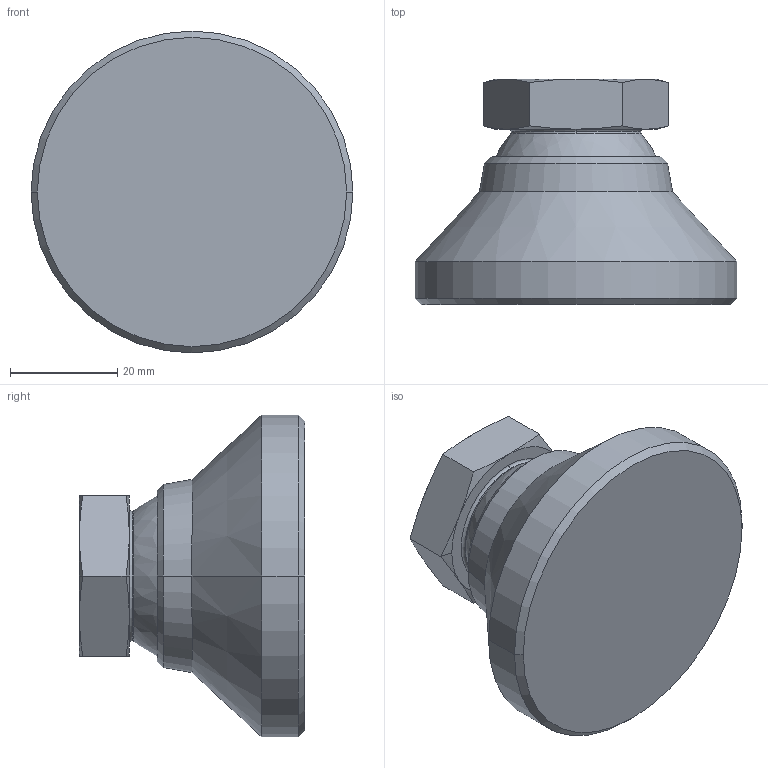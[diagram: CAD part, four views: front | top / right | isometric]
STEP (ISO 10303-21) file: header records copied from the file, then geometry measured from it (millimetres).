
FILE_DESCRIPTION( ( '' ), '1' );
FILE_NAME( 'K0395.220_0'.stp', '2012-10-31T15:21:19', ( '' ), ( '' ), ' ', ' ', ' ' );
FILE_SCHEMA( ( 'CONFIG_CONTROL_DESIGN' ) );
Length unit declared in the file: millimetre
Products named in the file (1): 1
Bounding box: 60 x 42 x 60 mm (x, y, z)
Volume: 57933.7 mm3; surface area: 11290.9 mm2
Topology: 1 solids, 1 shells, 47 faces, 100 edges, 57 vertices
Faces by surface type: cone 28, plane 10, torus 4, cylinder 4, sphere 1
Entity records: 1260 total; most frequent: CARTESIAN_POINT 251, DIRECTION 218, ORIENTED_EDGE 196, EDGE_CURVE 98, AXIS2_PLACEMENT_3D 96, VERTEX_POINT 57, EDGE_LOOP 51, FACE_OUTER_BOUND 48
